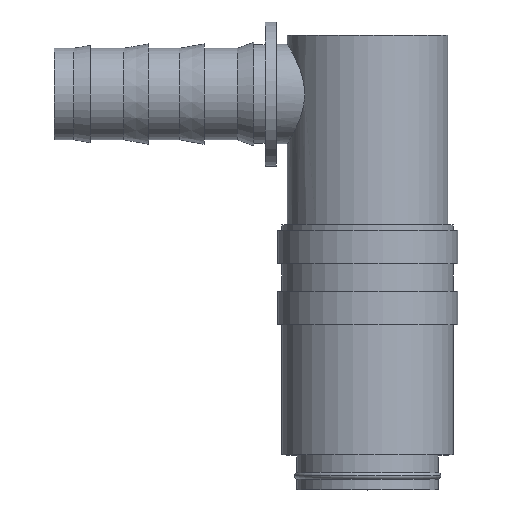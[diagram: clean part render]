
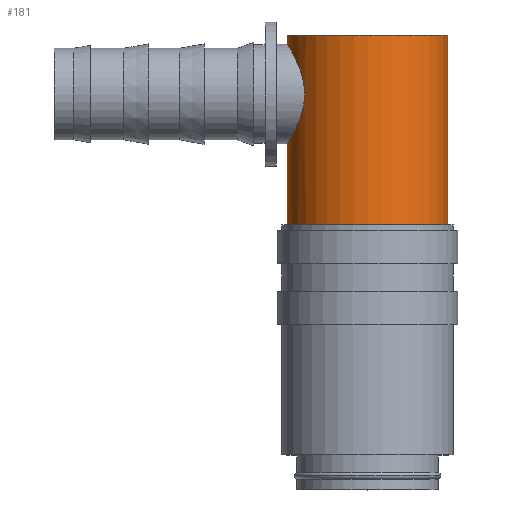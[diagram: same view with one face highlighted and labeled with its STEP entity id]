
A CAD part, top view. The second image highlights one B-rep face of the part: STEP entity #181.
In plain terms, the highlighted cylindrical face has radius 14.5 mm (diameter 29 mm), a partial arc.
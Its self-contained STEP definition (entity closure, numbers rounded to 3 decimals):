
#181=ADVANCED_FACE('',(#388),#389,.T.);
#388=FACE_OUTER_BOUND('',#611,.T.);
#389=CYLINDRICAL_SURFACE('',#612,14.5);
#611=EDGE_LOOP('',(#1040,#1041,#1042,#1043,#1044,#1045,#1046));
#612=AXIS2_PLACEMENT_3D('',#1047,#1048,#1049);
#1040=ORIENTED_EDGE('',*,*,#1394,.T.);
#1041=ORIENTED_EDGE('',*,*,#1326,.F.);
#1042=ORIENTED_EDGE('',*,*,#1395,.T.);
#1043=ORIENTED_EDGE('',*,*,#1396,.F.);
#1044=ORIENTED_EDGE('',*,*,#1397,.F.);
#1045=ORIENTED_EDGE('',*,*,#1398,.T.);
#1046=ORIENTED_EDGE('',*,*,#1399,.F.);
#1047=CARTESIAN_POINT('',(0.0,62.335,0.0));
#1048=DIRECTION('',(-0.0,1.0,0.0));
#1049=DIRECTION('',(1.0,0.0,0.0));
#1326=EDGE_CURVE('',#1591,#1590,#1593,.T.);
#1394=EDGE_CURVE('',#1681,#1590,#1682,.T.);
#1395=EDGE_CURVE('',#1591,#1627,#1683,.T.);
#1396=EDGE_CURVE('',#1684,#1627,#1685,.T.);
#1397=EDGE_CURVE('',#1629,#1684,#1686,.T.);
#1398=EDGE_CURVE('',#1629,#1687,#1688,.T.);
#1399=EDGE_CURVE('',#1681,#1687,#1689,.T.);
#1590=VERTEX_POINT('',#1949);
#1591=VERTEX_POINT('',#1950);
#1593=CIRCLE('',#1952,14.5);
#1627=VERTEX_POINT('',#1992);
#1629=VERTEX_POINT('',#1995);
#1681=VERTEX_POINT('',#2091);
#1682=LINE('',#2092,#2093);
#1683=LINE('',#2094,#2095);
#1684=VERTEX_POINT('',#2096);
#1685=B_SPLINE_CURVE_WITH_KNOTS('',3,(#2097,#2098,#2099,#2100,#2101,#2102,#2103,#2104,#2105,#2106,#2107,#2108,#2109,#2110,#2111,#2112,#2113,#2114),.UNSPECIFIED.,.F.,.F.,(4,2,2,2,2,2,2,2,4),(0.0,1.76,3.521,5.281,7.041,8.788,10.535,12.282,14.028),.UNSPECIFIED.);
#1686=B_SPLINE_CURVE_WITH_KNOTS('',3,(#2115,#2116,#2117,#2118,#2119,#2120,#2121,#2122,#2123,#2124,#2125,#2126,#2127,#2128,#2129,#2130,#2131,#2132),.UNSPECIFIED.,.F.,.F.,(4,2,2,2,2,2,2,2,4),(42.085,43.832,45.579,47.326,49.072,50.833,52.593,54.353,56.113),.UNSPECIFIED.);
#1687=VERTEX_POINT('',#2133);
#1688=LINE('',#2134,#2135);
#1689=CIRCLE('',#2136,14.5);
#1949=CARTESIAN_POINT('',(14.5,82.0,0.0));
#1950=CARTESIAN_POINT('',(-14.5,82.0,0.));
#1952=AXIS2_PLACEMENT_3D('',#2384,#2385,#2386);
#1992=CARTESIAN_POINT('',(-14.5,80.4,0.));
#1995=CARTESIAN_POINT('',(-14.5,62.4,0.));
#2091=CARTESIAN_POINT('',(14.5,47.8,0.));
#2092=CARTESIAN_POINT('',(14.5,62.335,0.));
#2093=VECTOR('',#2483,1.0);
#2094=CARTESIAN_POINT('',(-14.5,62.335,0.));
#2095=VECTOR('',#2484,1.0);
#2096=CARTESIAN_POINT('',(-11.369,71.4,9.0));
#2097=CARTESIAN_POINT('',(-11.369,71.4,9.0));
#2098=CARTESIAN_POINT('',(-11.369,71.987,9.0));
#2099=CARTESIAN_POINT('',(-11.416,72.585,8.942));
#2100=CARTESIAN_POINT('',(-11.597,73.762,8.705));
#2101=CARTESIAN_POINT('',(-11.731,74.34,8.527));
#2102=CARTESIAN_POINT('',(-12.054,75.44,8.064));
#2103=CARTESIAN_POINT('',(-12.243,75.964,7.779));
#2104=CARTESIAN_POINT('',(-12.634,76.929,7.125));
#2105=CARTESIAN_POINT('',(-12.837,77.372,6.756));
#2106=CARTESIAN_POINT('',(-13.219,78.153,5.975));
#2107=CARTESIAN_POINT('',(-13.412,78.522,5.534));
#2108=CARTESIAN_POINT('',(-13.771,79.177,4.568));
#2109=CARTESIAN_POINT('',(-13.937,79.463,4.043));
#2110=CARTESIAN_POINT('',(-14.211,79.928,2.938));
#2111=CARTESIAN_POINT('',(-14.319,80.107,2.357));
#2112=CARTESIAN_POINT('',(-14.464,80.343,1.179));
#2113=CARTESIAN_POINT('',(-14.5,80.4,0.582));
#2114=CARTESIAN_POINT('',(-14.5,80.4,0.));
#2115=CARTESIAN_POINT('',(-14.5,62.4,0.));
#2116=CARTESIAN_POINT('',(-14.5,62.4,0.582));
#2117=CARTESIAN_POINT('',(-14.464,62.457,1.179));
#2118=CARTESIAN_POINT('',(-14.319,62.693,2.357));
#2119=CARTESIAN_POINT('',(-14.211,62.872,2.938));
#2120=CARTESIAN_POINT('',(-13.937,63.337,4.043));
#2121=CARTESIAN_POINT('',(-13.771,63.623,4.568));
#2122=CARTESIAN_POINT('',(-13.412,64.278,5.534));
#2123=CARTESIAN_POINT('',(-13.219,64.647,5.975));
#2124=CARTESIAN_POINT('',(-12.837,65.428,6.756));
#2125=CARTESIAN_POINT('',(-12.634,65.871,7.125));
#2126=CARTESIAN_POINT('',(-12.243,66.836,7.779));
#2127=CARTESIAN_POINT('',(-12.054,67.36,8.064));
#2128=CARTESIAN_POINT('',(-11.731,68.46,8.527));
#2129=CARTESIAN_POINT('',(-11.597,69.038,8.705));
#2130=CARTESIAN_POINT('',(-11.416,70.215,8.942));
#2131=CARTESIAN_POINT('',(-11.369,70.813,9.0));
#2132=CARTESIAN_POINT('',(-11.369,71.4,9.0));
#2133=CARTESIAN_POINT('',(-14.5,47.8,0.));
#2134=CARTESIAN_POINT('',(-14.5,62.335,0.));
#2135=VECTOR('',#2485,1.0);
#2136=AXIS2_PLACEMENT_3D('',#2486,#2487,#2488);
#2384=CARTESIAN_POINT('',(0.0,82.0,0.0));
#2385=DIRECTION('',(-0.0,1.0,0.0));
#2386=DIRECTION('',(1.0,0.0,0.0));
#2483=DIRECTION('',(0.0,1.0,0.0));
#2484=DIRECTION('',(-0.0,-1.0,-0.0));
#2485=DIRECTION('',(-0.0,-1.0,-0.0));
#2486=CARTESIAN_POINT('',(0.0,47.8,0.0));
#2487=DIRECTION('',(0.0,-1.0,0.0));
#2488=DIRECTION('',(1.0,0.0,0.0));
